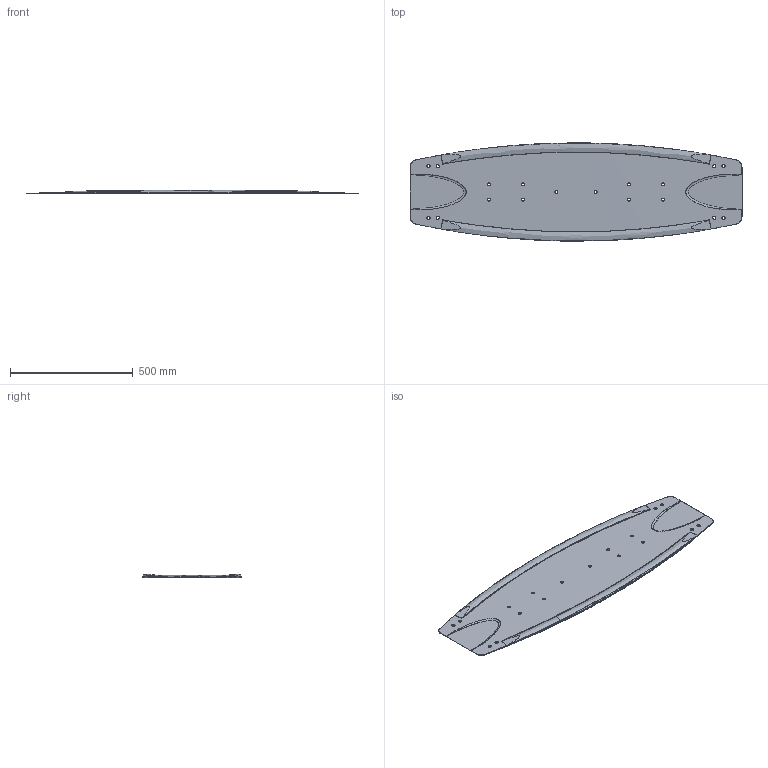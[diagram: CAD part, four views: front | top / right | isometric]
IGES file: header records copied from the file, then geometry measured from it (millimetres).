
Start section: SolidWorks IGES file using analytic representation for surfaces
Global section: file name: Bordkern.IGS; native system: SolidWorks 2013; preprocessor: SolidWorks 2013; author: Andreas; date: 131129.145631; units: millimetre
Bounding box: 1350 x 400 x 14.56 mm (x, y, z)
Surface area: 967477.6 mm2 (no closed solid volume)
Topology: 0 solids, 0 shells, 157 faces, 3331 edges, 3323 vertices
Faces by surface type: revolution 87, bspline 70
